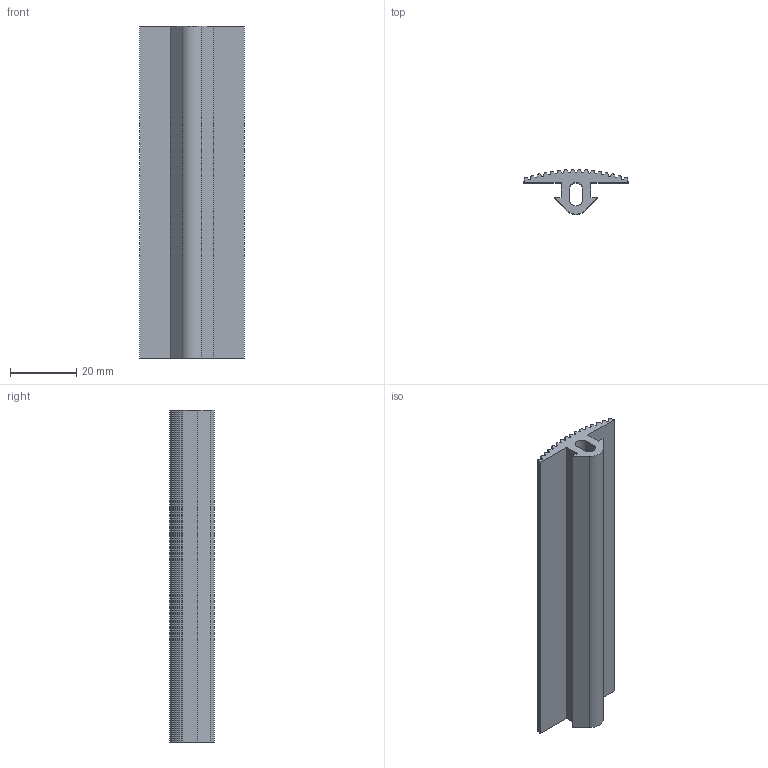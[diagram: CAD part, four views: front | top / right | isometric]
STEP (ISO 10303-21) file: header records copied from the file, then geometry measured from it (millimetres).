
FILE_DESCRIPTION((''),'2;1');
FILE_NAME('12115_PROFIL_POKRIVNI_U8U10','2022-09-19T08:08:22',('PredragRovcanin'),('Audax d.o.o.'),'CREO PARAMETRIC BY PTC INC, 2020281','CREO PARAMETRIC BY PTC INC, 2020281','');
FILE_SCHEMA(('AP242_MANAGED_MODEL_BASED_3D_ENGINEERING_MIM_LF { 1 0 10303 442 1 1 4 }'));
Length unit declared in the file: millimetre
Products named in the file (1): 12115_PROFIL_POKRIVNI_U8U10
Bounding box: 31.5 x 13.49 x 100 mm (x, y, z)
Volume: 13991.4 mm3; surface area: 12280.2 mm2
Topology: 1 solids, 1 shells, 82 faces, 242 edges, 164 vertices
Faces by surface type: plane 46, cylinder 36
Entity records: 4029 total; most frequent: CARTESIAN_POINT 487, DIRECTION 480, ORIENTED_EDGE 480, COLOUR_RGB 320, PRESENTATION_STYLE_ASSIGNMENT 243, STYLED_ITEM 243, CURVE_STYLE 242, EDGE_CURVE 240
